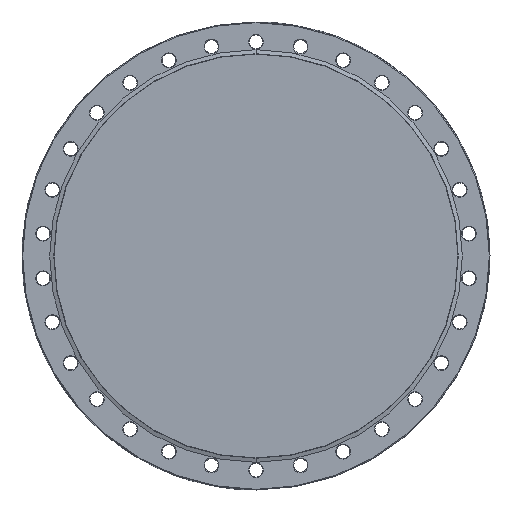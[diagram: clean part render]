
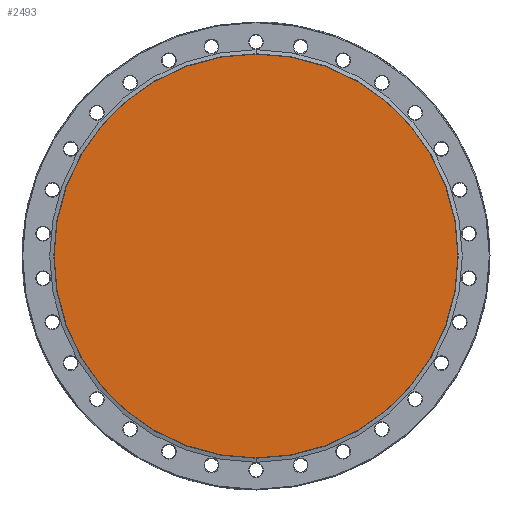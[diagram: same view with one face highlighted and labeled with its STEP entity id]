
A CAD part, front view. The second image highlights one B-rep face of the part: STEP entity #2493.
In plain terms, the highlighted planar face has unit normal (0, -1, 0).
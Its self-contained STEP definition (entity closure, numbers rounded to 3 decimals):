
#4 = DIRECTION ( 'NONE',  ( 0., -1., 0. ) ) ;
#194 = VERTEX_POINT ( 'NONE', #3105 ) ;
#306 = ORIENTED_EDGE ( 'NONE', *, *, #2859, .T. ) ;
#877 = CARTESIAN_POINT ( 'NONE',  ( -153.432, 1.2, 0. ) ) ;
#1233 = FACE_OUTER_BOUND ( 'NONE', #2512, .T. ) ;
#1310 = AXIS2_PLACEMENT_3D ( 'NONE', #877, #4183, #1357 ) ;
#1357 = DIRECTION ( 'NONE',  ( 0., 0., 1. ) ) ;
#1384 = PLANE ( 'NONE',  #1310 ) ;
#1940 = CARTESIAN_POINT ( 'NONE',  ( 0., 1.2, 0. ) ) ;
#2277 = AXIS2_PLACEMENT_3D ( 'NONE', #2842, #4, #3312 ) ;
#2425 = DIRECTION ( 'NONE',  ( 0., 0., -1. ) ) ;
#2493 = ADVANCED_FACE ( 'NONE', ( #1233 ), #1384, .F. ) ;
#2512 = EDGE_LOOP ( 'NONE', ( #3906, #306 ) ) ;
#2550 = EDGE_CURVE ( 'NONE', #3107, #194, #4549, .T. ) ;
#2842 = CARTESIAN_POINT ( 'NONE',  ( 0., 1.2, 0. ) ) ;
#2859 = EDGE_CURVE ( 'NONE', #194, #3107, #4860, .T. ) ;
#3105 = CARTESIAN_POINT ( 'NONE',  ( 0., 1.2, 153.432 ) ) ;
#3107 = VERTEX_POINT ( 'NONE', #4963 ) ;
#3312 = DIRECTION ( 'NONE',  ( 0., 0., -1. ) ) ;
#3697 = AXIS2_PLACEMENT_3D ( 'NONE', #1940, #5238, #2425 ) ;
#3906 = ORIENTED_EDGE ( 'NONE', *, *, #2550, .T. ) ;
#4183 = DIRECTION ( 'NONE',  ( 0., 1., 0. ) ) ;
#4549 = CIRCLE ( 'NONE', #2277, 153.432 ) ;
#4860 = CIRCLE ( 'NONE', #3697, 153.432 ) ;
#4963 = CARTESIAN_POINT ( 'NONE',  ( 0., 1.2, -153.432 ) ) ;
#5238 = DIRECTION ( 'NONE',  ( 0., -1., 0. ) ) ;
